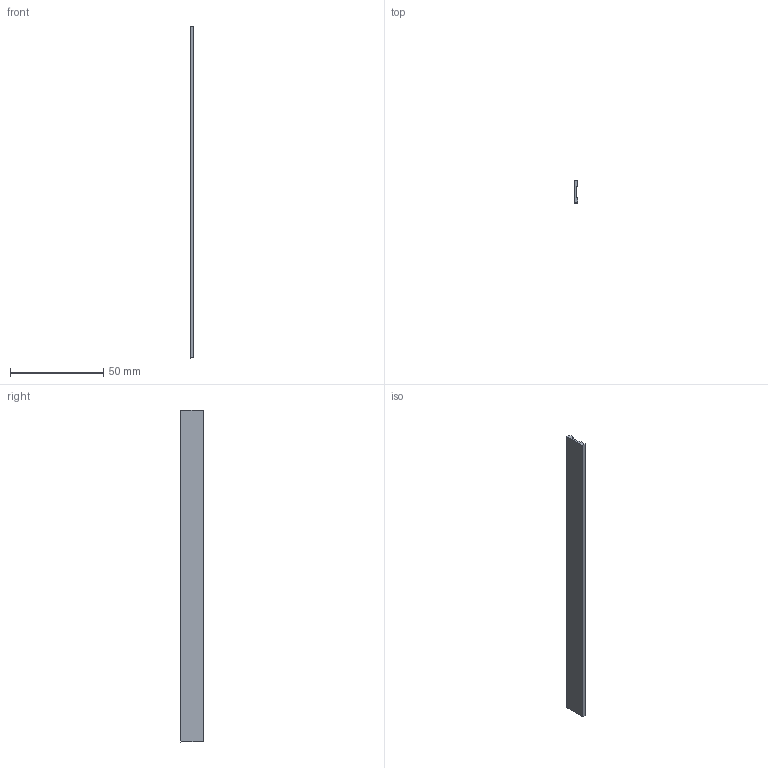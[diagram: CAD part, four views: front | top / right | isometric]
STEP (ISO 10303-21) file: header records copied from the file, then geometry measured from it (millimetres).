
FILE_DESCRIPTION (( 'STEP AP214' ), '1' );
FILE_NAME ('Wing_SD7080_6in_BaseDivot.STEP', '2025-10-12T01:12:08', ( '' ), ( '' ), 'SwSTEP 2.0', 'SolidWorks 2024', '' );
FILE_SCHEMA (( 'AUTOMOTIVE_DESIGN' ));
Length unit declared in the file: inch
Products named in the file (1): Wing_SD7080_6in_BaseDivot
Bounding box: 2.03 x 11.99 x 177.8 mm (x, y, z)
Volume: 3469.1 mm3; surface area: 5197.3 mm2
Topology: 1 solids, 1 shells, 16 faces, 42 edges, 28 vertices
Faces by surface type: plane 8, cylinder 6, bspline 2
Entity records: 541 total; most frequent: CARTESIAN_POINT 117, ORIENTED_EDGE 84, DIRECTION 80, EDGE_CURVE 42, VERTEX_POINT 28, AXIS2_PLACEMENT_3D 27, VECTOR 26, LINE 26
